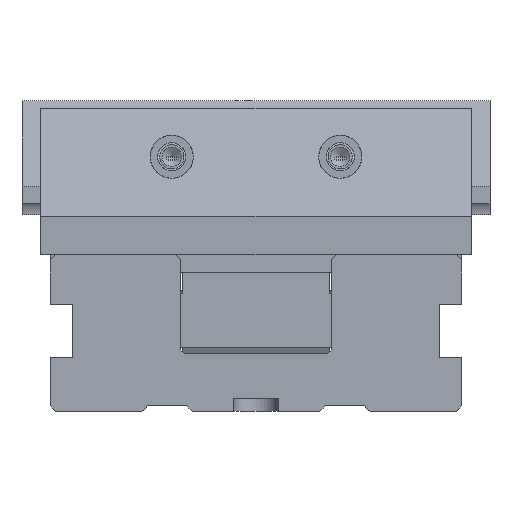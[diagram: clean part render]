
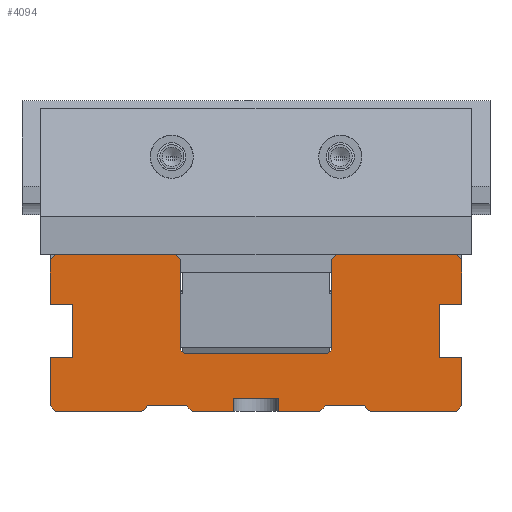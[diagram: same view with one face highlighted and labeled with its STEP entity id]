
A CAD part, front view. The second image highlights one B-rep face of the part: STEP entity #4094.
In plain terms, the highlighted planar face has unit normal (0, -1, 0).
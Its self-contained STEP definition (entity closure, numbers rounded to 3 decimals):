
#4094=ADVANCED_FACE('',(#4924),#4592,.T.);
#4592=PLANE('',#12606);
#4924=FACE_OUTER_BOUND('',#5296,.T.);
#5296=EDGE_LOOP('',(#6458,#6459,#6460,#6461,#6462,#6463,#6464,#6465,#6466,
#6467,#6468,#6469,#6470,#6471,#6472,#6473,#6474,#6475,#6476,#6477,#6478,
#6479,#6480,#6481,#6482,#6483,#6484,#6485,#6486,#6487,#6488,#6489,#6490,
#6491,#6492,#6493));
#6458=ORIENTED_EDGE('',*,*,#9702,.T.);
#6459=ORIENTED_EDGE('',*,*,#9761,.T.);
#6460=ORIENTED_EDGE('',*,*,#9762,.T.);
#6461=ORIENTED_EDGE('',*,*,#9763,.F.);
#6462=ORIENTED_EDGE('',*,*,#9764,.F.);
#6463=ORIENTED_EDGE('',*,*,#9765,.F.);
#6464=ORIENTED_EDGE('',*,*,#9720,.T.);
#6465=ORIENTED_EDGE('',*,*,#9766,.T.);
#6466=ORIENTED_EDGE('',*,*,#9757,.T.);
#6467=ORIENTED_EDGE('',*,*,#9767,.T.);
#6468=ORIENTED_EDGE('',*,*,#9768,.F.);
#6469=ORIENTED_EDGE('',*,*,#9769,.T.);
#6470=ORIENTED_EDGE('',*,*,#9770,.F.);
#6471=ORIENTED_EDGE('',*,*,#9771,.T.);
#6472=ORIENTED_EDGE('',*,*,#9772,.T.);
#6473=ORIENTED_EDGE('',*,*,#9773,.T.);
#6474=ORIENTED_EDGE('',*,*,#9741,.T.);
#6475=ORIENTED_EDGE('',*,*,#9774,.T.);
#6476=ORIENTED_EDGE('',*,*,#9660,.F.);
#6477=ORIENTED_EDGE('',*,*,#9775,.F.);
#6478=ORIENTED_EDGE('',*,*,#9776,.F.);
#6479=ORIENTED_EDGE('',*,*,#9777,.F.);
#6480=ORIENTED_EDGE('',*,*,#9778,.F.);
#6481=ORIENTED_EDGE('',*,*,#9779,.T.);
#6482=ORIENTED_EDGE('',*,*,#9668,.T.);
#6483=ORIENTED_EDGE('',*,*,#9681,.T.);
#6484=ORIENTED_EDGE('',*,*,#9780,.F.);
#6485=ORIENTED_EDGE('',*,*,#9781,.T.);
#6486=ORIENTED_EDGE('',*,*,#9683,.T.);
#6487=ORIENTED_EDGE('',*,*,#9782,.F.);
#6488=ORIENTED_EDGE('',*,*,#9783,.F.);
#6489=ORIENTED_EDGE('',*,*,#9784,.F.);
#6490=ORIENTED_EDGE('',*,*,#9691,.T.);
#6491=ORIENTED_EDGE('',*,*,#9785,.T.);
#6492=ORIENTED_EDGE('',*,*,#9786,.F.);
#6493=ORIENTED_EDGE('',*,*,#9787,.T.);
#8758=VERTEX_POINT('',#16193);
#8759=VERTEX_POINT('',#16194);
#8766=VERTEX_POINT('',#16210);
#8767=VERTEX_POINT('',#16211);
#8778=VERTEX_POINT('',#16236);
#8780=VERTEX_POINT('',#16241);
#8781=VERTEX_POINT('',#16243);
#8788=VERTEX_POINT('',#16257);
#8789=VERTEX_POINT('',#16259);
#8799=VERTEX_POINT('',#16281);
#8800=VERTEX_POINT('',#16283);
#8815=VERTEX_POINT('',#16319);
#8816=VERTEX_POINT('',#16321);
#8834=VERTEX_POINT('',#16362);
#8835=VERTEX_POINT('',#16364);
#8845=VERTEX_POINT('',#16395);
#8846=VERTEX_POINT('',#16396);
#8849=VERTEX_POINT('',#16404);
#8850=VERTEX_POINT('',#16406);
#8851=VERTEX_POINT('',#16408);
#8852=VERTEX_POINT('',#16410);
#8853=VERTEX_POINT('',#16414);
#8854=VERTEX_POINT('',#16416);
#8855=VERTEX_POINT('',#16418);
#8856=VERTEX_POINT('',#16420);
#8857=VERTEX_POINT('',#16422);
#8858=VERTEX_POINT('',#16424);
#8859=VERTEX_POINT('',#16428);
#8860=VERTEX_POINT('',#16430);
#8861=VERTEX_POINT('',#16432);
#8862=VERTEX_POINT('',#16434);
#8863=VERTEX_POINT('',#16437);
#8864=VERTEX_POINT('',#16440);
#8865=VERTEX_POINT('',#16442);
#8866=VERTEX_POINT('',#16445);
#8867=VERTEX_POINT('',#16447);
#9660=EDGE_CURVE('',#8758,#8759,#10866,.T.);
#9668=EDGE_CURVE('',#8766,#8767,#10874,.T.);
#9681=EDGE_CURVE('',#8767,#8778,#10883,.T.);
#9683=EDGE_CURVE('',#8781,#8780,#10885,.T.);
#9691=EDGE_CURVE('',#8789,#8788,#10892,.T.);
#9702=EDGE_CURVE('',#8800,#8799,#10898,.T.);
#9720=EDGE_CURVE('',#8816,#8815,#10910,.T.);
#9741=EDGE_CURVE('',#8835,#8834,#10930,.T.);
#9757=EDGE_CURVE('',#8845,#8846,#10945,.T.);
#9761=EDGE_CURVE('',#8799,#8849,#10949,.T.);
#9762=EDGE_CURVE('',#8849,#8850,#10950,.T.);
#9763=EDGE_CURVE('',#8851,#8850,#10951,.T.);
#9764=EDGE_CURVE('',#8852,#8851,#10952,.T.);
#9765=EDGE_CURVE('',#8816,#8852,#10953,.T.);
#9766=EDGE_CURVE('',#8815,#8845,#10954,.T.);
#9767=EDGE_CURVE('',#8846,#8853,#10955,.T.);
#9768=EDGE_CURVE('',#8854,#8853,#10956,.T.);
#9769=EDGE_CURVE('',#8854,#8855,#10957,.T.);
#9770=EDGE_CURVE('',#8856,#8855,#10958,.T.);
#9771=EDGE_CURVE('',#8856,#8857,#10959,.T.);
#9772=EDGE_CURVE('',#8857,#8858,#10960,.T.);
#9773=EDGE_CURVE('',#8858,#8835,#10961,.T.);
#9774=EDGE_CURVE('',#8834,#8759,#10962,.T.);
#9775=EDGE_CURVE('',#8859,#8758,#10963,.T.);
#9776=EDGE_CURVE('',#8860,#8859,#10964,.T.);
#9777=EDGE_CURVE('',#8861,#8860,#10965,.T.);
#9778=EDGE_CURVE('',#8862,#8861,#10966,.T.);
#9779=EDGE_CURVE('',#8862,#8766,#10967,.T.);
#9780=EDGE_CURVE('',#8863,#8778,#10968,.T.);
#9781=EDGE_CURVE('',#8863,#8781,#10969,.T.);
#9782=EDGE_CURVE('',#8864,#8780,#10970,.T.);
#9783=EDGE_CURVE('',#8865,#8864,#10971,.T.);
#9784=EDGE_CURVE('',#8789,#8865,#10972,.T.);
#9785=EDGE_CURVE('',#8788,#8866,#10973,.T.);
#9786=EDGE_CURVE('',#8867,#8866,#10974,.T.);
#9787=EDGE_CURVE('',#8867,#8800,#10975,.T.);
#10866=LINE('',#16192,#11703);
#10874=LINE('',#16209,#11711);
#10883=LINE('',#16237,#11720);
#10885=LINE('',#16242,#11722);
#10892=LINE('',#16258,#11729);
#10898=LINE('',#16282,#11735);
#10910=LINE('',#16320,#11747);
#10930=LINE('',#16363,#11767);
#10945=LINE('',#16394,#11782);
#10949=LINE('',#16403,#11786);
#10950=LINE('',#16405,#11787);
#10951=LINE('',#16407,#11788);
#10952=LINE('',#16409,#11789);
#10953=LINE('',#16411,#11790);
#10954=LINE('',#16412,#11791);
#10955=LINE('',#16413,#11792);
#10956=LINE('',#16415,#11793);
#10957=LINE('',#16417,#11794);
#10958=LINE('',#16419,#11795);
#10959=LINE('',#16421,#11796);
#10960=LINE('',#16423,#11797);
#10961=LINE('',#16425,#11798);
#10962=LINE('',#16426,#11799);
#10963=LINE('',#16427,#11800);
#10964=LINE('',#16429,#11801);
#10965=LINE('',#16431,#11802);
#10966=LINE('',#16433,#11803);
#10967=LINE('',#16435,#11804);
#10968=LINE('',#16436,#11805);
#10969=LINE('',#16438,#11806);
#10970=LINE('',#16439,#11807);
#10971=LINE('',#16441,#11808);
#10972=LINE('',#16443,#11809);
#10973=LINE('',#16444,#11810);
#10974=LINE('',#16446,#11811);
#10975=LINE('',#16448,#11812);
#11703=VECTOR('',#13489,1.);
#11711=VECTOR('',#13499,1.);
#11720=VECTOR('',#13520,1.);
#11722=VECTOR('',#13524,1.);
#11729=VECTOR('',#13533,1.);
#11735=VECTOR('',#13553,1.);
#11747=VECTOR('',#13585,1.);
#11767=VECTOR('',#13613,1.);
#11782=VECTOR('',#13640,1.);
#11786=VECTOR('',#13646,1.);
#11787=VECTOR('',#13647,1.);
#11788=VECTOR('',#13648,1.);
#11789=VECTOR('',#13649,1.);
#11790=VECTOR('',#13650,1.);
#11791=VECTOR('',#13651,1.);
#11792=VECTOR('',#13652,1.);
#11793=VECTOR('',#13653,1.);
#11794=VECTOR('',#13654,1.);
#11795=VECTOR('',#13655,1.);
#11796=VECTOR('',#13656,1.);
#11797=VECTOR('',#13657,1.);
#11798=VECTOR('',#13658,1.);
#11799=VECTOR('',#13659,1.);
#11800=VECTOR('',#13660,1.);
#11801=VECTOR('',#13661,1.);
#11802=VECTOR('',#13662,1.);
#11803=VECTOR('',#13663,1.);
#11804=VECTOR('',#13664,1.);
#11805=VECTOR('',#13665,1.);
#11806=VECTOR('',#13666,1.);
#11807=VECTOR('',#13667,1.);
#11808=VECTOR('',#13668,1.);
#11809=VECTOR('',#13669,1.);
#11810=VECTOR('',#13670,1.);
#11811=VECTOR('',#13671,1.);
#11812=VECTOR('',#13672,1.);
#12606=AXIS2_PLACEMENT_3D('',#16449,#13673,#13674);
#13489=DIRECTION('',(0.,0.,1.));
#13499=DIRECTION('',(1.,0.,0.));
#13520=DIRECTION('',(0.707,0.,0.707));
#13524=DIRECTION('',(1.,0.,0.));
#13533=DIRECTION('',(1.,0.,0.));
#13553=DIRECTION('',(1.,0.,0.));
#13585=DIRECTION('',(0.,0.,1.));
#13613=DIRECTION('',(-1.,0.,0.));
#13640=DIRECTION('',(-1.,0.,0.));
#13646=DIRECTION('',(0.707,0.,0.707));
#13647=DIRECTION('',(0.,0.,1.));
#13648=DIRECTION('',(1.,0.,0.));
#13649=DIRECTION('',(0.,0.,-1.));
#13650=DIRECTION('',(-1.,0.,0.));
#13651=DIRECTION('',(-0.707,0.,0.707));
#13652=DIRECTION('',(-0.707,0.,-0.707));
#13653=DIRECTION('',(0.,0.,1.));
#13654=DIRECTION('',(-0.707,0.,-0.707));
#13655=DIRECTION('',(1.,0.,0.));
#13656=DIRECTION('',(-0.707,0.,0.707));
#13657=DIRECTION('',(0.,0.,1.));
#13658=DIRECTION('',(-0.707,0.,0.707));
#13659=DIRECTION('',(-0.707,0.,-0.707));
#13660=DIRECTION('',(-1.,0.,0.));
#13661=DIRECTION('',(0.,0.,1.));
#13662=DIRECTION('',(1.,0.,0.));
#13663=DIRECTION('',(0.,0.,1.));
#13664=DIRECTION('',(0.707,0.,-0.707));
#13665=DIRECTION('',(-1.,0.,0.));
#13666=DIRECTION('',(0.707,0.,-0.707));
#13667=DIRECTION('',(0.,0.,-1.));
#13668=DIRECTION('',(-1.,0.,0.));
#13669=DIRECTION('',(0.,0.,1.));
#13670=DIRECTION('',(0.707,0.,0.707));
#13671=DIRECTION('',(-1.,0.,0.));
#13672=DIRECTION('',(0.707,0.,-0.707));
#13673=DIRECTION('',(0.,-1.,0.));
#13674=DIRECTION('',(0.,0.,-1.));
#16192=CARTESIAN_POINT('',(0.,0.,0.));
#16193=CARTESIAN_POINT('',(0.,0.,28.5));
#16194=CARTESIAN_POINT('',(0.,0.,40.5));
#16209=CARTESIAN_POINT('',(55.,0.,0.));
#16210=CARTESIAN_POINT('',(1.5,0.,0.));
#16211=CARTESIAN_POINT('',(24.5,0.,0.));
#16236=CARTESIAN_POINT('',(26.,0.,1.5));
#16237=CARTESIAN_POINT('',(39.75,0.,15.25));
#16241=CARTESIAN_POINT('',(49.,0.,0.));
#16242=CARTESIAN_POINT('',(55.,0.,0.));
#16243=CARTESIAN_POINT('',(38.,0.,0.));
#16257=CARTESIAN_POINT('',(72.,0.,0.));
#16258=CARTESIAN_POINT('',(55.,0.,0.));
#16259=CARTESIAN_POINT('',(61.,0.,0.));
#16281=CARTESIAN_POINT('',(108.5,0.,0.));
#16282=CARTESIAN_POINT('',(55.,0.,0.));
#16283=CARTESIAN_POINT('',(85.5,0.,0.));
#16319=CARTESIAN_POINT('',(110.,0.,40.5));
#16320=CARTESIAN_POINT('',(110.,0.,0.));
#16321=CARTESIAN_POINT('',(110.,0.,28.5));
#16362=CARTESIAN_POINT('',(1.5,0.,42.));
#16363=CARTESIAN_POINT('',(55.,0.,42.));
#16364=CARTESIAN_POINT('',(33.35,0.,42.));
#16394=CARTESIAN_POINT('',(55.,0.,42.));
#16395=CARTESIAN_POINT('',(108.5,0.,42.));
#16396=CARTESIAN_POINT('',(76.65,0.,42.));
#16403=CARTESIAN_POINT('',(81.75,0.,-26.75));
#16404=CARTESIAN_POINT('',(110.,0.,1.5));
#16405=CARTESIAN_POINT('',(110.,0.,0.));
#16406=CARTESIAN_POINT('',(110.,0.,14.5));
#16407=CARTESIAN_POINT('',(55.,0.,14.5));
#16408=CARTESIAN_POINT('',(104.,0.,14.5));
#16409=CARTESIAN_POINT('',(104.,0.,0.));
#16410=CARTESIAN_POINT('',(104.,0.,28.5));
#16411=CARTESIAN_POINT('',(55.,0.,28.5));
#16412=CARTESIAN_POINT('',(102.75,0.,47.75));
#16413=CARTESIAN_POINT('',(44.825,0.,10.175));
#16414=CARTESIAN_POINT('',(75.15,0.,40.5));
#16415=CARTESIAN_POINT('',(75.15,0.,21.));
#16416=CARTESIAN_POINT('',(75.15,0.,16.4));
#16417=CARTESIAN_POINT('',(74.15,0.,15.4));
#16418=CARTESIAN_POINT('',(74.15,0.,15.4));
#16419=CARTESIAN_POINT('',(55.,0.,15.4));
#16420=CARTESIAN_POINT('',(35.85,0.,15.4));
#16421=CARTESIAN_POINT('',(34.85,0.,16.4));
#16422=CARTESIAN_POINT('',(34.85,0.,16.4));
#16423=CARTESIAN_POINT('',(34.85,0.,42.));
#16424=CARTESIAN_POINT('',(34.85,0.,40.5));
#16425=CARTESIAN_POINT('',(65.175,0.,10.175));
#16426=CARTESIAN_POINT('',(7.25,0.,47.75));
#16427=CARTESIAN_POINT('',(55.,0.,28.5));
#16428=CARTESIAN_POINT('',(6.,0.,28.5));
#16429=CARTESIAN_POINT('',(6.,0.,0.));
#16430=CARTESIAN_POINT('',(6.,0.,14.5));
#16431=CARTESIAN_POINT('',(55.,0.,14.5));
#16432=CARTESIAN_POINT('',(0.,0.,14.5));
#16433=CARTESIAN_POINT('',(0.,0.,0.));
#16434=CARTESIAN_POINT('',(0.,0.,1.5));
#16435=CARTESIAN_POINT('',(28.25,0.,-26.75));
#16436=CARTESIAN_POINT('',(55.,0.,1.5));
#16437=CARTESIAN_POINT('',(36.5,0.,1.5));
#16438=CARTESIAN_POINT('',(36.5,0.,1.5));
#16439=CARTESIAN_POINT('',(49.,0.,0.));
#16440=CARTESIAN_POINT('',(49.,0.,3.5));
#16441=CARTESIAN_POINT('',(55.,0.,3.5));
#16442=CARTESIAN_POINT('',(61.,0.,3.5));
#16443=CARTESIAN_POINT('',(61.,0.,0.));
#16444=CARTESIAN_POINT('',(72.,0.,0.));
#16445=CARTESIAN_POINT('',(73.5,0.,1.5));
#16446=CARTESIAN_POINT('',(55.,0.,1.5));
#16447=CARTESIAN_POINT('',(84.,0.,1.5));
#16448=CARTESIAN_POINT('',(70.25,0.,15.25));
#16449=CARTESIAN_POINT('',(55.,0.,0.));
